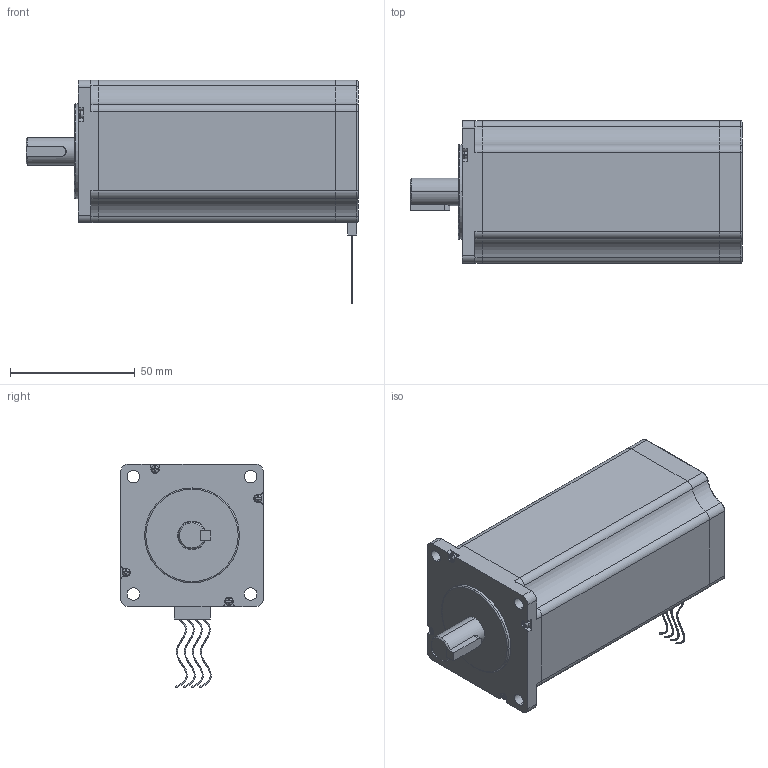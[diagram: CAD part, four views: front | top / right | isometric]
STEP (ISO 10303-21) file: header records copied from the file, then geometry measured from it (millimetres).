
FILE_DESCRIPTION (( 'STEP AP214' ), '1' );
FILE_NAME ('57HS11242A4J-3.STEP', '2023-02-12T05:40:42', ( 'Windows 蚚誧' ), ( 'Organization' ), 'SwSTEP 2.0', 'SolidWorks 2021', '' );
FILE_SCHEMA (( 'AUTOMOTIVE_DESIGN' ));
Length unit declared in the file: millimetre
Products named in the file (1): 57HS11242A4J-3
Bounding box: 133 x 57 x 89.55 mm (x, y, z)
Volume: 332393 mm3; surface area: 43527.9 mm2
Topology: 4 solids, 4 shells, 282 faces, 731 edges, 474 vertices
Faces by surface type: plane 128, cylinder 111, torus 24, cone 11, bspline 8
Entity records: 10504 total; most frequent: CARTESIAN_POINT 3027, DIRECTION 1467, ORIENTED_EDGE 1462, EDGE_CURVE 731, AXIS2_PLACEMENT_3D 568, VERTEX_POINT 474, LINE 331, VECTOR 331
